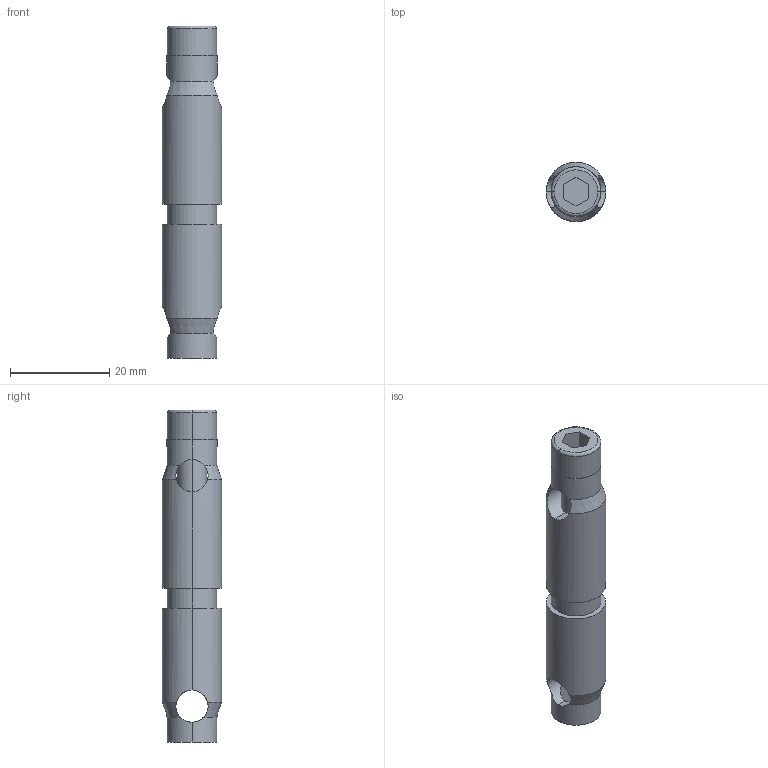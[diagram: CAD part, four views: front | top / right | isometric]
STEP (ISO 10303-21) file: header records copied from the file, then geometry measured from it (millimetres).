
FILE_DESCRIPTION (( 'STEP AP214' ), '1' );
FILE_NAME ('7128047', '2019-02-04T10:14:24', ( '' ), ('JUGARD+KÜNSTNER GmbH'), 'SwSTEP 2.0', 'SolidWorks 2017', '' );
FILE_SCHEMA (( 'AUTOMOTIVE_DESIGN' ));
Length unit declared in the file: millimetre
Products named in the file (1): 7128047_CNAJF00
Bounding box: 12 x 12 x 67 mm (x, y, z)
Volume: 5963.5 mm3; surface area: 3118.3 mm2
Topology: 1 solids, 1 shells, 44 faces, 114 edges, 70 vertices
Faces by surface type: cylinder 24, plane 14, cone 4, bspline 2
Entity records: 2028 total; most frequent: CARTESIAN_POINT 825, ORIENTED_EDGE 228, DIRECTION 200, EDGE_CURVE 114, AXIS2_PLACEMENT_3D 77, VERTEX_POINT 70, EDGE_LOOP 50, VECTOR 46
